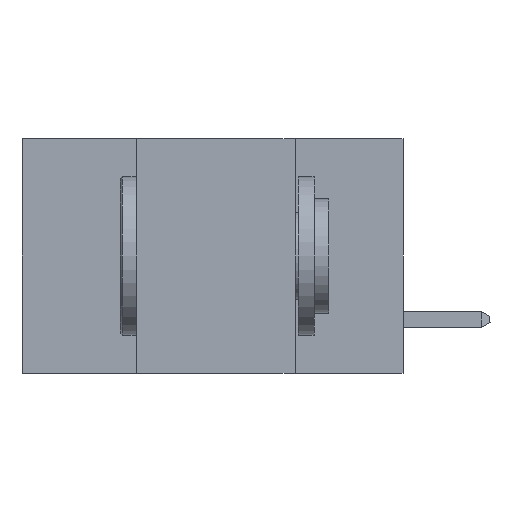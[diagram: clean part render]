
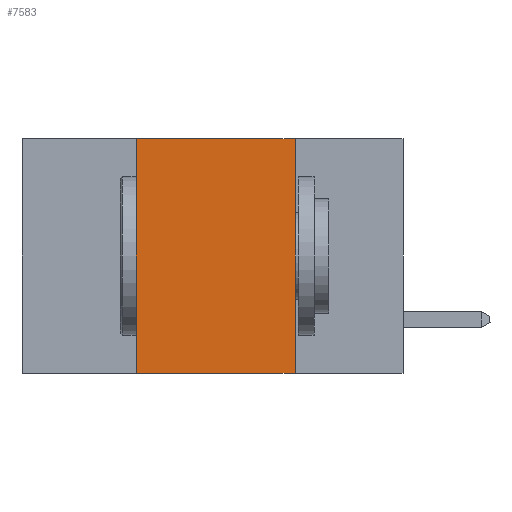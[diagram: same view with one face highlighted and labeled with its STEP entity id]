
A CAD part, left-side view. The second image highlights one B-rep face of the part: STEP entity #7583.
In plain terms, the highlighted planar face has unit normal (-1, 0, 0).
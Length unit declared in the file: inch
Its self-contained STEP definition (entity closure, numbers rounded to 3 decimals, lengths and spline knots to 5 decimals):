
#197 = ORIENTED_EDGE ( 'NONE', *, *, #10948, .T. ) ;
#350 = DIRECTION ( 'NONE',  ( 0., -1., 0. ) ) ;
#1129 = FACE_OUTER_BOUND ( 'NONE', #10471, .T. ) ;
#1152 = EDGE_CURVE ( 'NONE', #3843, #7820, #7586, .T. ) ;
#1295 = EDGE_CURVE ( 'NONE', #10577, #3843, #8061, .T. ) ;
#1728 = PLANE ( 'NONE',  #1798 ) ;
#1798 = AXIS2_PLACEMENT_3D ( 'NONE', #3769, #10930, #5880 ) ;
#1905 = CARTESIAN_POINT ( 'NONE',  ( 0., 0.17, 0. ) ) ;
#2315 = ORIENTED_EDGE ( 'NONE', *, *, #1295, .F. ) ;
#2915 = ORIENTED_EDGE ( 'NONE', *, *, #1152, .F. ) ;
#2989 = CARTESIAN_POINT ( 'NONE',  ( 0., 0.17, -0.37 ) ) ;
#3264 = CARTESIAN_POINT ( 'NONE',  ( 0., 0.42, -0.37 ) ) ;
#3769 = CARTESIAN_POINT ( 'NONE',  ( 0., 0.6, 0. ) ) ;
#3843 = VERTEX_POINT ( 'NONE', #5681 ) ;
#3908 = VECTOR ( 'NONE', #8580, 39.37008 ) ;
#4884 = VECTOR ( 'NONE', #350, 39.37008 ) ;
#5017 = DIRECTION ( 'NONE',  ( 0., 0., 1. ) ) ;
#5675 = LINE ( 'NONE', #8667, #3908 ) ;
#5681 = CARTESIAN_POINT ( 'NONE',  ( 0., 0.42, 0. ) ) ;
#5880 = DIRECTION ( 'NONE',  ( 0., 0., -1. ) ) ;
#6820 = CARTESIAN_POINT ( 'NONE',  ( 0., 0.42, 0. ) ) ;
#6949 = CARTESIAN_POINT ( 'NONE',  ( 0., 0.6, -0.37 ) ) ;
#7430 = CARTESIAN_POINT ( 'NONE',  ( 0., 0.6, 0. ) ) ;
#7583 = ADVANCED_FACE ( 'NONE', ( #1129 ), #1728, .F. ) ;
#7586 = LINE ( 'NONE', #7430, #4884 ) ;
#7820 = VERTEX_POINT ( 'NONE', #1905 ) ;
#8061 = LINE ( 'NONE', #6820, #12032 ) ;
#8311 = EDGE_CURVE ( 'NONE', #7820, #8938, #5675, .T. ) ;
#8580 = DIRECTION ( 'NONE',  ( 0., 0., -1. ) ) ;
#8667 = CARTESIAN_POINT ( 'NONE',  ( 0., 0.17, 0. ) ) ;
#8938 = VERTEX_POINT ( 'NONE', #2989 ) ;
#9992 = DIRECTION ( 'NONE',  ( 0., -1., 0. ) ) ;
#10336 = ORIENTED_EDGE ( 'NONE', *, *, #8311, .F. ) ;
#10349 = LINE ( 'NONE', #6949, #11332 ) ;
#10471 = EDGE_LOOP ( 'NONE', ( #10336, #2915, #2315, #197 ) ) ;
#10577 = VERTEX_POINT ( 'NONE', #3264 ) ;
#10930 = DIRECTION ( 'NONE',  ( 1., 0., 0. ) ) ;
#10948 = EDGE_CURVE ( 'NONE', #10577, #8938, #10349, .T. ) ;
#11332 = VECTOR ( 'NONE', #9992, 39.37008 ) ;
#12032 = VECTOR ( 'NONE', #5017, 39.37008 ) ;
